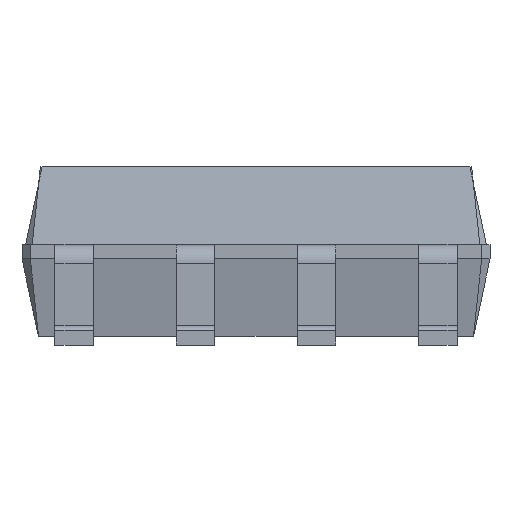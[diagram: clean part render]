
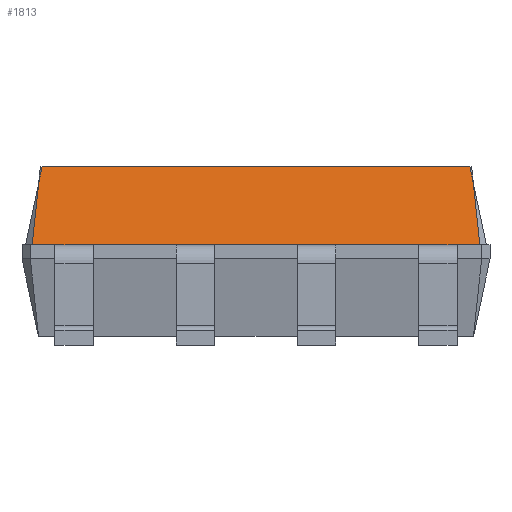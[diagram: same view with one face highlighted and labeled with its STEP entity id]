
A CAD part, left-side view. The second image highlights one B-rep face of the part: STEP entity #1813.
In plain terms, the highlighted free-form (B-spline) face has degree [1, 1] with [2, 2] control points.
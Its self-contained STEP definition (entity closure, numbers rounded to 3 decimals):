
#36=DIRECTION('',(0.,1.,0.));
#415=VECTOR('',#36,1.);
#1238=VERTEX_POINT('',#1239);
#1239=CARTESIAN_POINT('',(-3.38,4.515,3.73));
#1241=ORIENTED_EDGE('',*,*,#1242,.F.);
#1242=EDGE_CURVE('',#1243,#1238,#1245,.T.);
#1243=VERTEX_POINT('',#1244);
#1244=CARTESIAN_POINT('',(-3.38,-4.515,3.73));
#1245=LINE('',#1244,#415);
#1805=VERTEX_POINT('',#1806);
#1806=CARTESIAN_POINT('',(-3.725,4.688,2.105));
#1810=EDGE_CURVE('',#1805,#1238,#1811,.T.);
#1811=B_SPLINE_CURVE_WITH_KNOTS('',1,(#1806,#1239),.UNSPECIFIED.,.F.,.F.,(2,2),(0.,1.),.PIECEWISE_BEZIER_KNOTS.);
#1813=ADVANCED_FACE('',(#1814),#1857,.F.);
#1814=FACE_BOUND('',#1815,.F.);
#1815=EDGE_LOOP('',(#1816,#1823,#1827,#1831,#1835,#1839,#1843,#1847,#1851,#1853,#1241,#1854));
#1816=ORIENTED_EDGE('',*,*,#1817,.T.);
#1817=EDGE_CURVE('',#1818,#1820,#1822,.T.);
#1818=VERTEX_POINT('',#1819);
#1819=CARTESIAN_POINT('',(-3.725,-4.688,2.105));
#1820=VERTEX_POINT('',#1821);
#1821=CARTESIAN_POINT('',(-3.725,-4.21,2.105));
#1822=LINE('',#1819,#415);
#1823=ORIENTED_EDGE('',*,*,#1824,.T.);
#1824=EDGE_CURVE('',#1820,#1825,#1822,.T.);
#1825=VERTEX_POINT('',#1826);
#1826=CARTESIAN_POINT('',(-3.725,-3.41,2.105));
#1827=ORIENTED_EDGE('',*,*,#1828,.T.);
#1828=EDGE_CURVE('',#1825,#1829,#1822,.T.);
#1829=VERTEX_POINT('',#1830);
#1830=CARTESIAN_POINT('',(-3.725,-1.67,2.105));
#1831=ORIENTED_EDGE('',*,*,#1832,.T.);
#1832=EDGE_CURVE('',#1829,#1833,#1822,.T.);
#1833=VERTEX_POINT('',#1834);
#1834=CARTESIAN_POINT('',(-3.725,-0.87,2.105));
#1835=ORIENTED_EDGE('',*,*,#1836,.T.);
#1836=EDGE_CURVE('',#1833,#1837,#1822,.T.);
#1837=VERTEX_POINT('',#1838);
#1838=CARTESIAN_POINT('',(-3.725,0.87,2.105));
#1839=ORIENTED_EDGE('',*,*,#1840,.T.);
#1840=EDGE_CURVE('',#1837,#1841,#1822,.T.);
#1841=VERTEX_POINT('',#1842);
#1842=CARTESIAN_POINT('',(-3.725,1.67,2.105));
#1843=ORIENTED_EDGE('',*,*,#1844,.T.);
#1844=EDGE_CURVE('',#1841,#1845,#1822,.T.);
#1845=VERTEX_POINT('',#1846);
#1846=CARTESIAN_POINT('',(-3.725,3.41,2.105));
#1847=ORIENTED_EDGE('',*,*,#1848,.T.);
#1848=EDGE_CURVE('',#1845,#1849,#1822,.T.);
#1849=VERTEX_POINT('',#1850);
#1850=CARTESIAN_POINT('',(-3.725,4.21,2.105));
#1851=ORIENTED_EDGE('',*,*,#1852,.T.);
#1852=EDGE_CURVE('',#1849,#1805,#1822,.T.);
#1853=ORIENTED_EDGE('',*,*,#1810,.T.);
#1854=ORIENTED_EDGE('',*,*,#1855,.F.);
#1855=EDGE_CURVE('',#1818,#1243,#1856,.T.);
#1856=B_SPLINE_CURVE_WITH_KNOTS('',1,(#1819,#1244),.UNSPECIFIED.,.F.,.F.,(2,2),(0.,1.),.PIECEWISE_BEZIER_KNOTS.);
#1857=B_SPLINE_SURFACE_WITH_KNOTS('',1,1,((#1819,#1244),(#1806,#1239)),.UNSPECIFIED.,.F.,.F.,.F.,(2,2),(2,2),(0.,9.375),(0.,1.),.PIECEWISE_BEZIER_KNOTS.);
